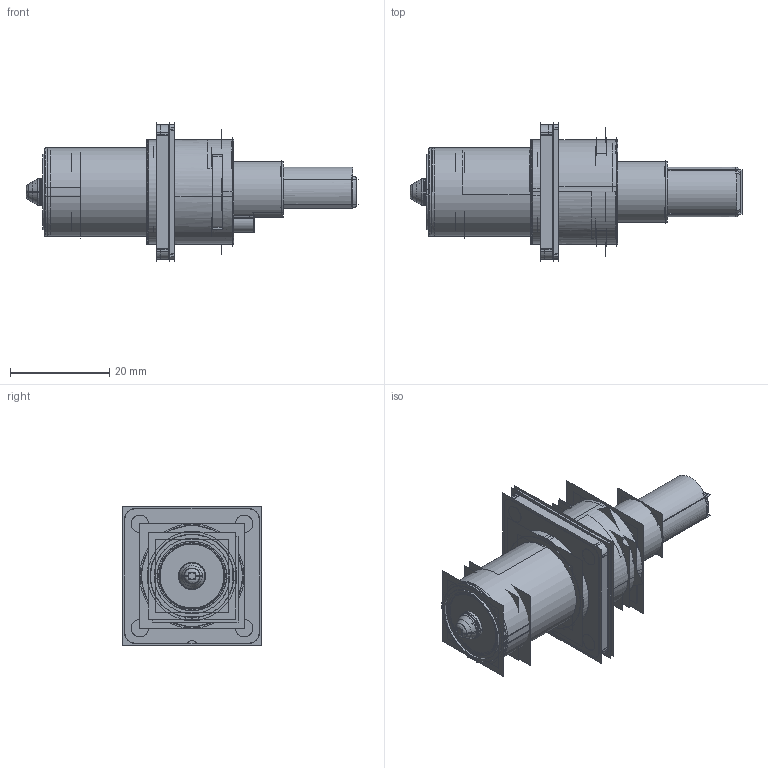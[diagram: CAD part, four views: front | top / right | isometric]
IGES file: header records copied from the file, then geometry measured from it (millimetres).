
Start section:  PTC IGES file: hvbi-002r6-xmhx-xx_asm.igs
Global section: file name: hvbi-002r6-xmhx-xx_asm.igs; native system: Creo Parametric by Parametric Technology Corporation; preprocessor: 2013230; author: Roy.Qu; organization: Unknown; date: 20160612.145636; units: millimetre
Bounding box: 66.8 x 28.08 x 28.08 mm (x, y, z)
Surface area: 30077.5 mm2 (no closed solid volume)
Topology: 0 solids, 0 shells, 562 faces, 7776 edges, 10194 vertices
Faces by surface type: revolution 300, bspline 262
